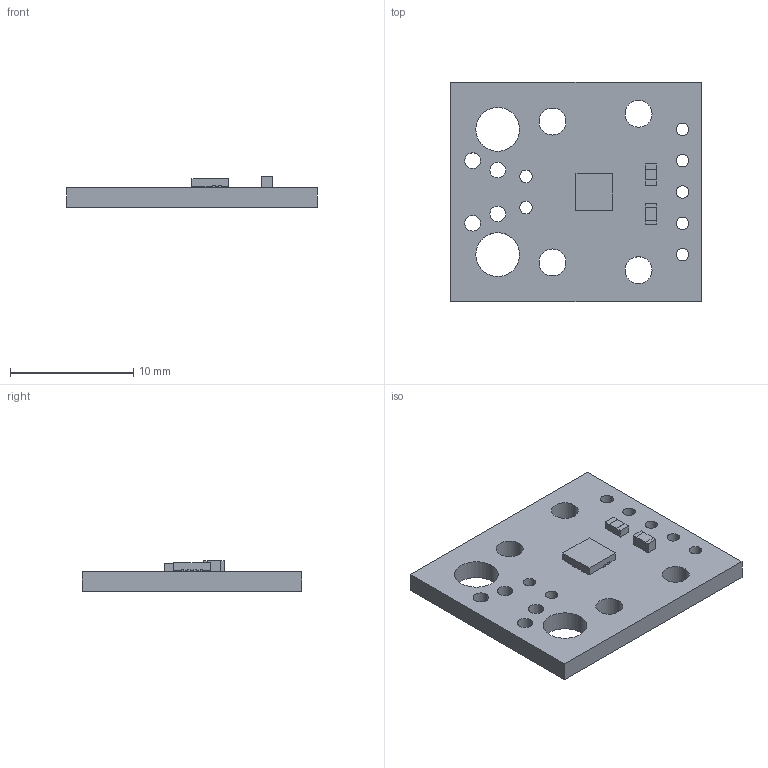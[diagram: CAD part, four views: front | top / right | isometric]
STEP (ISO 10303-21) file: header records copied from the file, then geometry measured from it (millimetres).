
FILE_DESCRIPTION (( 'STEP AP214' ), '1' );
FILE_NAME ('acs711ex-current-sensor-carrier.step', '2023-07-19T18:58:29', ( '' ), ( '' ), 'SwSTEP 2.0', 'SolidWorks 2023', '' );
FILE_SCHEMA (( 'AUTOMOTIVE_DESIGN' ));
Length unit declared in the file: millimetre
Products named in the file (1): acs711ex-current-sensor-carrier
Bounding box: 20.32 x 17.78 x 2.47 mm (x, y, z)
Volume: 505.8 mm3; surface area: 921.5 mm2
Topology: 1 solids, 1 shells, 528 faces, 1472 edges, 980 vertices
Faces by surface type: plane 296, bspline 184, cylinder 48
Entity records: 29461 total; most frequent: CARTESIAN_POINT 11151, ORIENTED_EDGE 2944, DIRECTION 1884, EDGE_CURVE 1472, LINE 1002, VECTOR 1002, VERTEX_POINT 980, EDGE_LOOP 612
